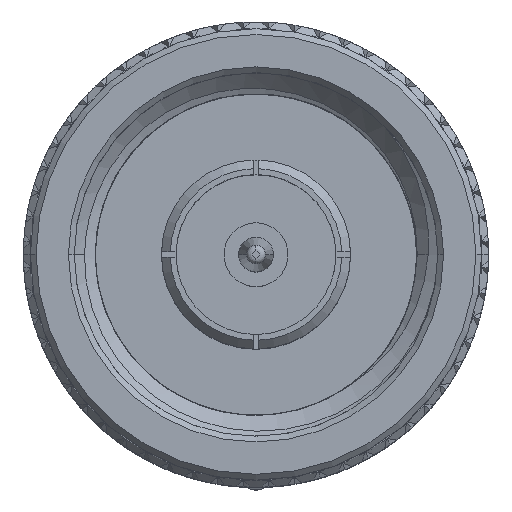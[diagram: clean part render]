
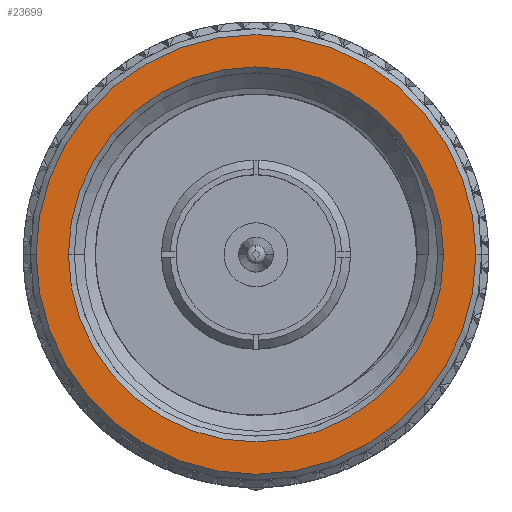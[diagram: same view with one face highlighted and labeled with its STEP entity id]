
A CAD part, top view. The second image highlights one B-rep face of the part: STEP entity #23699.
In plain terms, the highlighted face is planar.
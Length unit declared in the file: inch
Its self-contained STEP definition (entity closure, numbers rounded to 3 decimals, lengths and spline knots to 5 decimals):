
#691 = AXIS2_PLACEMENT_3D ( 'NONE', #76164, #85016, #111815 ) ;
#5113 = EDGE_CURVE ( 'NONE', #56690, #49271, #114264, .T. ) ;
#7452 = EDGE_CURVE ( 'NONE', #52106, #95913, #31467, .T. ) ;
#12104 = FACE_BOUND ( 'NONE', #76653, .T. ) ;
#19895 = DIRECTION ( 'NONE',  ( -1., 0., 0. ) ) ;
#21012 = AXIS2_PLACEMENT_3D ( 'NONE', #46573, #74608, #82670 ) ;
#23699 = ADVANCED_FACE ( 'NONE', ( #102419, #12104 ), #75048, .T. ) ;
#23839 = AXIS2_PLACEMENT_3D ( 'NONE', #102372, #19895, #65251 ) ;
#28150 = EDGE_CURVE ( 'NONE', #49271, #56690, #51768, .T. ) ;
#30249 = CARTESIAN_POINT ( 'NONE',  ( 0., 0., 0.37809 ) ) ;
#31149 = ORIENTED_EDGE ( 'NONE', *, *, #7452, .T. ) ;
#31467 = CIRCLE ( 'NONE', #23839, 0.37809 ) ;
#32676 = DIRECTION ( 'NONE',  ( 1., 0., 0. ) ) ;
#41118 = DIRECTION ( 'NONE',  ( 0., -1., 0. ) ) ;
#46573 = CARTESIAN_POINT ( 'NONE',  ( 0., 0., 0. ) ) ;
#46870 = CARTESIAN_POINT ( 'NONE',  ( 0., 0., 0.3225 ) ) ;
#48198 = DIRECTION ( 'NONE',  ( 0., 0., 1. ) ) ;
#49271 = VERTEX_POINT ( 'NONE', #116719 ) ;
#51768 = CIRCLE ( 'NONE', #79248, 0.3225 ) ;
#52106 = VERTEX_POINT ( 'NONE', #77644 ) ;
#55088 = ORIENTED_EDGE ( 'NONE', *, *, #28150, .T. ) ;
#56690 = VERTEX_POINT ( 'NONE', #46870 ) ;
#58257 = DIRECTION ( 'NONE',  ( -1., 0., 0. ) ) ;
#63210 = EDGE_CURVE ( 'NONE', #95913, #52106, #104888, .T. ) ;
#65251 = DIRECTION ( 'NONE',  ( 0., 0., 1. ) ) ;
#66298 = CARTESIAN_POINT ( 'NONE',  ( 0., 0.38809, 0. ) ) ;
#67340 = ORIENTED_EDGE ( 'NONE', *, *, #5113, .T. ) ;
#74608 = DIRECTION ( 'NONE',  ( 1., 0., 0. ) ) ;
#75048 = PLANE ( 'NONE',  #95620 ) ;
#76164 = CARTESIAN_POINT ( 'NONE',  ( 0., 0., 0. ) ) ;
#76653 = EDGE_LOOP ( 'NONE', ( #67340, #55088 ) ) ;
#77644 = CARTESIAN_POINT ( 'NONE',  ( 0., 0., -0.37809 ) ) ;
#79248 = AXIS2_PLACEMENT_3D ( 'NONE', #106389, #32676, #41118 ) ;
#82670 = DIRECTION ( 'NONE',  ( 0., -1., 0. ) ) ;
#85016 = DIRECTION ( 'NONE',  ( -1., 0., 0. ) ) ;
#87403 = ORIENTED_EDGE ( 'NONE', *, *, #63210, .T. ) ;
#95620 = AXIS2_PLACEMENT_3D ( 'NONE', #66298, #58257, #48198 ) ;
#95913 = VERTEX_POINT ( 'NONE', #30249 ) ;
#102372 = CARTESIAN_POINT ( 'NONE',  ( 0., 0., 0. ) ) ;
#102419 = FACE_OUTER_BOUND ( 'NONE', #117562, .T. ) ;
#104888 = CIRCLE ( 'NONE', #691, 0.37809 ) ;
#106389 = CARTESIAN_POINT ( 'NONE',  ( 0., 0., 0. ) ) ;
#111815 = DIRECTION ( 'NONE',  ( 0., 0., 1. ) ) ;
#114264 = CIRCLE ( 'NONE', #21012, 0.3225 ) ;
#116719 = CARTESIAN_POINT ( 'NONE',  ( 0., 0., -0.3225 ) ) ;
#117562 = EDGE_LOOP ( 'NONE', ( #31149, #87403 ) ) ;
